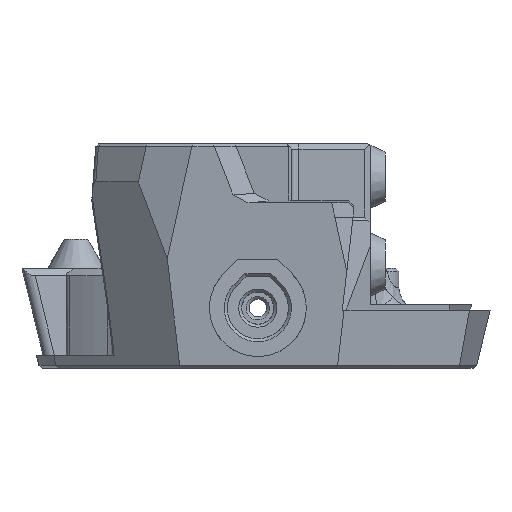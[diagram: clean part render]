
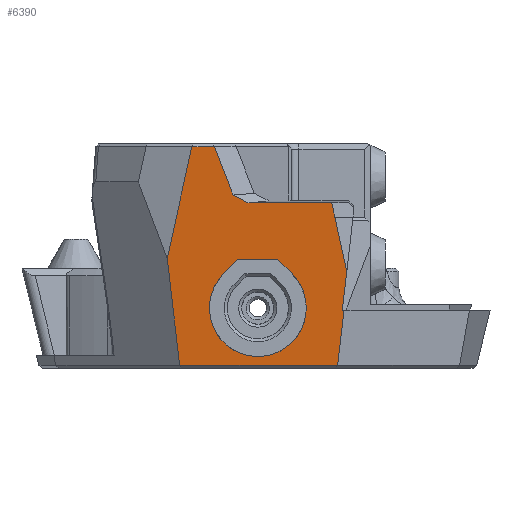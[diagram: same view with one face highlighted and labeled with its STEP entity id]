
A CAD part, front view. The second image highlights one B-rep face of the part: STEP entity #6390.
In plain terms, the highlighted planar face has unit normal (0, -0.996, -0.087).
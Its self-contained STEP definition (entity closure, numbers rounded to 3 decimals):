
#104=ELLIPSE('',#6928,6.624,6.599);
#267=FACE_BOUND('',#2260,.T.);
#484=LINE('',#11342,#1120);
#485=LINE('',#11344,#1121);
#486=LINE('',#11346,#1122);
#487=LINE('',#11348,#1123);
#488=LINE('',#11350,#1124);
#489=LINE('',#11352,#1125);
#490=LINE('',#11354,#1126);
#491=LINE('',#11356,#1127);
#492=LINE('',#11358,#1128);
#493=LINE('',#11360,#1129);
#494=LINE('',#11362,#1130);
#495=LINE('',#11364,#1131);
#496=LINE('',#11365,#1132);
#497=LINE('',#11368,#1133);
#498=LINE('',#11372,#1134);
#499=LINE('',#11373,#1135);
#1120=VECTOR('',#7990,1000.);
#1121=VECTOR('',#7991,1000.);
#1122=VECTOR('',#7992,1000.);
#1123=VECTOR('',#7993,1000.);
#1124=VECTOR('',#7994,1000.);
#1125=VECTOR('',#7995,1000.);
#1126=VECTOR('',#7996,1000.);
#1127=VECTOR('',#7997,1000.);
#1128=VECTOR('',#7998,1000.);
#1129=VECTOR('',#7999,1000.);
#1130=VECTOR('',#8000,1000.);
#1131=VECTOR('',#8001,1000.);
#1132=VECTOR('',#8002,1000.);
#1133=VECTOR('',#8003,1000.);
#1134=VECTOR('',#8006,1000.);
#1135=VECTOR('',#8007,1000.);
#1583=PLANE('',#6927);
#1869=FACE_OUTER_BOUND('',#2259,.T.);
#2259=EDGE_LOOP('',(#4922,#4923,#4924,#4925,#4926,#4927,#4928,#4929,#4930,
#4931,#4932,#4933,#4934));
#2260=EDGE_LOOP('',(#4935,#4936,#4937,#4938));
#3105=VERTEX_POINT('',#11340);
#3106=VERTEX_POINT('',#11341);
#3107=VERTEX_POINT('',#11343);
#3108=VERTEX_POINT('',#11345);
#3109=VERTEX_POINT('',#11347);
#3110=VERTEX_POINT('',#11349);
#3111=VERTEX_POINT('',#11351);
#3112=VERTEX_POINT('',#11353);
#3113=VERTEX_POINT('',#11355);
#3114=VERTEX_POINT('',#11357);
#3115=VERTEX_POINT('',#11359);
#3116=VERTEX_POINT('',#11361);
#3117=VERTEX_POINT('',#11363);
#3118=VERTEX_POINT('',#11366);
#3119=VERTEX_POINT('',#11367);
#3120=VERTEX_POINT('',#11369);
#3121=VERTEX_POINT('',#11371);
#3804=EDGE_CURVE('',#3105,#3106,#484,.T.);
#3805=EDGE_CURVE('',#3106,#3107,#485,.T.);
#3806=EDGE_CURVE('',#3107,#3108,#486,.T.);
#3807=EDGE_CURVE('',#3109,#3108,#487,.T.);
#3808=EDGE_CURVE('',#3109,#3110,#488,.T.);
#3809=EDGE_CURVE('',#3110,#3111,#489,.T.);
#3810=EDGE_CURVE('',#3112,#3111,#490,.T.);
#3811=EDGE_CURVE('',#3112,#3113,#491,.T.);
#3812=EDGE_CURVE('',#3113,#3114,#492,.T.);
#3813=EDGE_CURVE('',#3114,#3115,#493,.T.);
#3814=EDGE_CURVE('',#3115,#3116,#494,.T.);
#3815=EDGE_CURVE('',#3117,#3116,#495,.T.);
#3816=EDGE_CURVE('',#3117,#3105,#496,.T.);
#3817=EDGE_CURVE('',#3118,#3119,#497,.T.);
#3818=EDGE_CURVE('',#3120,#3118,#104,.T.);
#3819=EDGE_CURVE('',#3121,#3120,#498,.T.);
#3820=EDGE_CURVE('',#3119,#3121,#499,.T.);
#4922=ORIENTED_EDGE('',*,*,#3804,.T.);
#4923=ORIENTED_EDGE('',*,*,#3805,.T.);
#4924=ORIENTED_EDGE('',*,*,#3806,.T.);
#4925=ORIENTED_EDGE('',*,*,#3807,.F.);
#4926=ORIENTED_EDGE('',*,*,#3808,.T.);
#4927=ORIENTED_EDGE('',*,*,#3809,.T.);
#4928=ORIENTED_EDGE('',*,*,#3810,.F.);
#4929=ORIENTED_EDGE('',*,*,#3811,.T.);
#4930=ORIENTED_EDGE('',*,*,#3812,.T.);
#4931=ORIENTED_EDGE('',*,*,#3813,.T.);
#4932=ORIENTED_EDGE('',*,*,#3814,.T.);
#4933=ORIENTED_EDGE('',*,*,#3815,.F.);
#4934=ORIENTED_EDGE('',*,*,#3816,.T.);
#4935=ORIENTED_EDGE('',*,*,#3817,.F.);
#4936=ORIENTED_EDGE('',*,*,#3818,.F.);
#4937=ORIENTED_EDGE('',*,*,#3819,.F.);
#4938=ORIENTED_EDGE('',*,*,#3820,.F.);
#6390=ADVANCED_FACE('',(#1869,#267),#1583,.T.);
#6927=AXIS2_PLACEMENT_3D('',#11339,#7988,#7989);
#6928=AXIS2_PLACEMENT_3D('',#11370,#8004,#8005);
#7988=DIRECTION('center_axis',(0.,-0.996,
-0.087));
#7989=DIRECTION('ref_axis',(0.,0.087,-0.996));
#7990=DIRECTION('',(-0.36,-0.081,0.929));
#7991=DIRECTION('',(-1.,0.,0.));
#7992=DIRECTION('',(-0.955,0.026,-0.296));
#7993=DIRECTION('',(0.214,-0.085,0.973));
#7994=DIRECTION('',(0.115,0.087,-0.99));
#7995=DIRECTION('',(1.,0.,0.));
#7996=DIRECTION('',(-0.114,0.087,-0.99));
#7997=DIRECTION('',(-1.,0.,0.));
#7998=DIRECTION('',(0.114,-0.087,0.99));
#7999=DIRECTION('',(-0.214,-0.085,0.973));
#8000=DIRECTION('',(-0.214,-0.085,0.973));
#8001=DIRECTION('',(1.,0.,0.));
#8002=DIRECTION('',(-0.888,-0.04,0.459));
#8003=DIRECTION('',(-0.706,-0.062,0.706));
#8004=DIRECTION('center_axis',(0.,-0.996,
-0.087));
#8005=DIRECTION('ref_axis',(0.,-0.087,0.996));
#8006=DIRECTION('',(-0.706,0.062,-0.706));
#8007=DIRECTION('',(-1.,0.,0.));
#11339=CARTESIAN_POINT('Origin',(152.178,105.096,19.972));
#11340=CARTESIAN_POINT('',(144.989,104.778,23.607));
#11341=CARTESIAN_POINT('',(142.432,104.201,30.202));
#11342=CARTESIAN_POINT('',(147.148,105.266,18.037));
#11343=CARTESIAN_POINT('',(139.373,104.201,30.202));
#11344=CARTESIAN_POINT('',(152.178,104.201,30.202));
#11345=CARTESIAN_POINT('',(139.368,104.201,30.2));
#11346=CARTESIAN_POINT('',(148.128,103.964,32.92));
#11347=CARTESIAN_POINT('',(136.019,105.535,14.962));
#11348=CARTESIAN_POINT('',(128.605,108.486,-18.773));
#11349=CARTESIAN_POINT('',(137.706,106.809,0.398));
#11350=CARTESIAN_POINT('',(134.883,104.676,24.775));
#11351=CARTESIAN_POINT('',(159.223,106.809,0.398));
#11352=CARTESIAN_POINT('',(159.177,106.809,0.398));
#11353=CARTESIAN_POINT('',(160.093,106.149,7.941));
#11354=CARTESIAN_POINT('',(158.158,107.616,-8.833));
#11355=CARTESIAN_POINT('',(159.867,106.149,7.941));
#11356=CARTESIAN_POINT('',(152.178,106.149,7.941));
#11357=CARTESIAN_POINT('',(160.477,105.686,13.227));
#11358=CARTESIAN_POINT('',(161.137,105.186,18.946));
#11359=CARTESIAN_POINT('',(158.856,105.041,20.6));
#11360=CARTESIAN_POINT('',(158.683,104.972,21.391));
#11361=CARTESIAN_POINT('',(158.426,104.87,22.559));
#11362=CARTESIAN_POINT('',(153.965,103.094,42.858));
#11363=CARTESIAN_POINT('',(147.017,104.87,22.559));
#11364=CARTESIAN_POINT('',(152.178,104.87,22.559));
#11365=CARTESIAN_POINT('',(152.146,105.102,19.91));
#11366=CARTESIAN_POINT('',(153.024,105.718,12.866));
#11367=CARTESIAN_POINT('',(151.092,105.549,14.799));
#11368=CARTESIAN_POINT('',(152.957,105.712,12.934));
#11369=CARTESIAN_POINT('',(143.693,105.718,12.866));
#11370=CARTESIAN_POINT('Origin',(148.359,106.126,8.2));
#11371=CARTESIAN_POINT('',(145.625,105.549,14.799));
#11372=CARTESIAN_POINT('',(145.686,105.544,14.859));
#11373=CARTESIAN_POINT('',(151.092,105.549,14.799));
